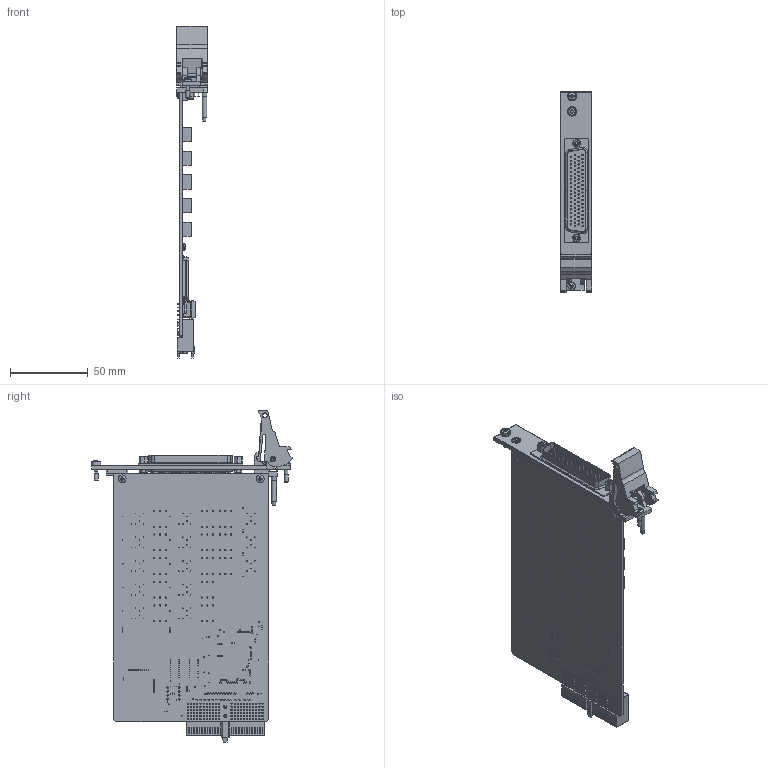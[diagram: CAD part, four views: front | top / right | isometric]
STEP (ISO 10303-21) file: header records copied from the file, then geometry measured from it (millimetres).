
FILE_DESCRIPTION (( 'STEP AP214' ), '1' );
FILE_NAME ('40-130 DPDT Relay Module.STEP', '2013-10-10T12:56:20', ( 'admin' ), ( '' ), 'SwSTEP 2.0', 'SolidWorks 2012', '' );
FILE_SCHEMA (( 'AUTOMOTIVE_DESIGN' ));
Length unit declared in the file: millimetre
Products named in the file (1): 40-130 DPDT Relay Module
Bounding box: 20 x 129.67 x 214.01 mm (x, y, z)
Surface area: 67926.4 mm2 (no closed solid volume)
Topology: 0 solids, 423 shells, 3414 faces, 14574 edges, 11198 vertices
Faces by surface type: plane 2469, cylinder 879, cone 26, torus 17, bspline 17, sphere 6
Full cylindrical faces by diameter (mm): 0.406 x176, 0.5 x1, 0.6 x110, 0.75 x25, 0.762 x78, 0.8 x84, 0.9 x8, 1.496 x2, 2 x5, 2.05 x3, 2.497 x1, 2.5 x6, 2.6 x1, 2.7 x1, 2.8 x1, 3 x3, 4.7 x1, 5 x4, 5.2 x2, 5.3 x1, 6 x1, 6.1 x1
Entity records: 191947 total; most frequent: CARTESIAN_POINT 38345, DIRECTION 23252, ORIENTED_EDGE 18882, EDGE_CURVE 13910, VERTEX_POINT 11077, VECTOR 9882, LINE 9882, AXIS2_PLACEMENT_3D 6685
